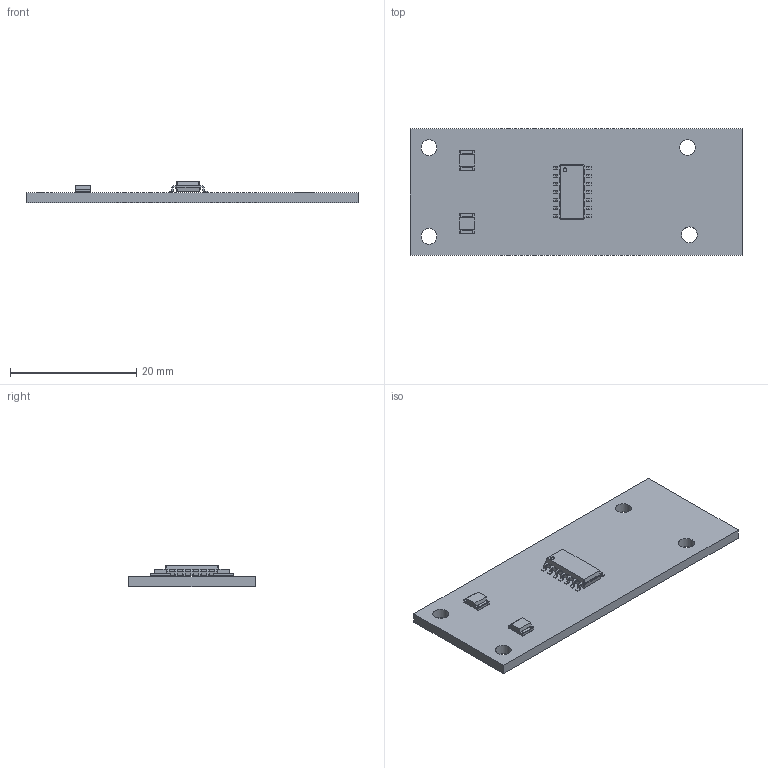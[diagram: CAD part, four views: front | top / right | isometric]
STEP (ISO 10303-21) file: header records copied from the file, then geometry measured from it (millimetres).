
FILE_DESCRIPTION(('KiCad electronic assembly'),'2;1');
FILE_NAME('IR-sensor.step','2023-11-02T15:02:36',('Pcbnew'),('Kicad'), 'Open CASCADE STEP processor 7.6','KiCad to STEP converter','Unknown' );
FILE_SCHEMA(('AUTOMOTIVE_DESIGN { 1 0 10303 214 1 1 1 1 }'));
Length unit declared in the file: millimetre
Products named in the file (6): IR-sensor 1; SOIC-14_3.9x8.7mm_P1.27mm; SOLID; LED_1210_3225Metric; IR-sensor PCB
Assembly tree (6 placements, depth 3):
  IR-sensor 1
    SOIC-14_3.9x8.7mm_P1.27mm
      SOLID
    LED_1210_3225Metric  x2
      SOLID
    IR-sensor PCB
Bounding box: 52.5 x 20 x 3.4 mm (x, y, z)
Volume: 1716.1 mm3; surface area: 2528.5 mm2
Topology: 4 solids, 4 shells, 356 faces, 939 edges, 594 vertices
Faces by surface type: plane 241, cylinder 77, bspline 38
Full cylindrical faces by diameter (mm): 0.6 x1, 2.5 x4
Entity records: 22063 total; most frequent: CARTESIAN_POINT 3899, DIRECTION 2920, LINE 2028, VECTOR 2028, ORIENTED_EDGE 1612, PCURVE 1612, DEFINITIONAL_REPRESENTATION 1612, EDGE_CURVE 806
